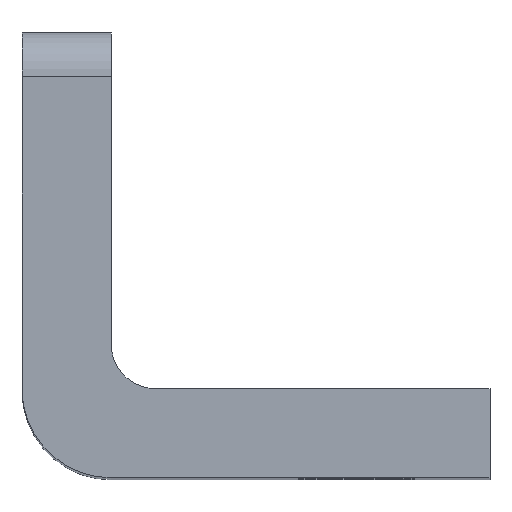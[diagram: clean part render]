
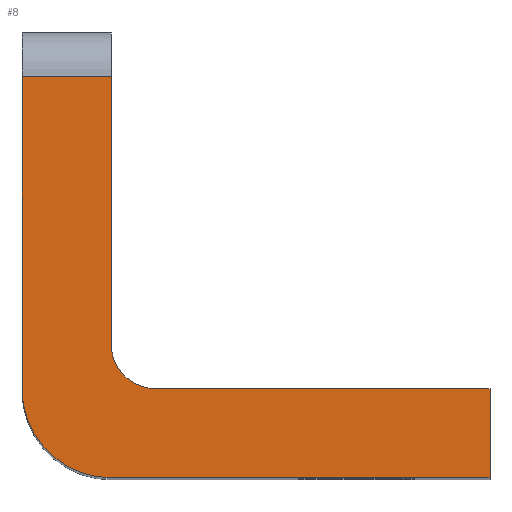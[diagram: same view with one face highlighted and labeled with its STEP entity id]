
A CAD part, top view. The second image highlights one B-rep face of the part: STEP entity #8.
In plain terms, the highlighted planar face has unit normal (0, 0, 1).
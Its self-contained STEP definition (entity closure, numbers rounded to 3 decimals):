
#8 = ADVANCED_FACE ( 'NONE', ( #215 ), #377, .F. ) ;
#23 = ORIENTED_EDGE ( 'NONE', *, *, #684, .T. ) ;
#32 = VECTOR ( 'NONE', #514, 1000. ) ;
#34 = VECTOR ( 'NONE', #557, 1000. ) ;
#56 = VECTOR ( 'NONE', #311, 1000. ) ;
#73 = ORIENTED_EDGE ( 'NONE', *, *, #644, .T. ) ;
#113 = ORIENTED_EDGE ( 'NONE', *, *, #591, .T. ) ;
#128 = ORIENTED_EDGE ( 'NONE', *, *, #620, .T. ) ;
#130 = CIRCLE ( 'NONE', #637, 20. ) ;
#139 = ORIENTED_EDGE ( 'NONE', *, *, #607, .T. ) ;
#140 = ORIENTED_EDGE ( 'NONE', *, *, #597, .T. ) ;
#173 = LINE ( 'NONE', #419, #209 ) ;
#175 = LINE ( 'NONE', #490, #34 ) ;
#177 = VECTOR ( 'NONE', #501, 1000. ) ;
#195 = CIRCLE ( 'NONE', #623, 10. ) ;
#209 = VECTOR ( 'NONE', #406, 1000. ) ;
#211 = LINE ( 'NONE', #408, #222 ) ;
#215 = FACE_OUTER_BOUND ( 'NONE', #227, .T. ) ;
#222 = VECTOR ( 'NONE', #425, 1000. ) ;
#227 = EDGE_LOOP ( 'NONE', ( #113, #274, #140, #139, #128, #23, #260, #73 ) ) ;
#251 = LINE ( 'NONE', #550, #56 ) ;
#260 = ORIENTED_EDGE ( 'NONE', *, *, #652, .T. ) ;
#274 = ORIENTED_EDGE ( 'NONE', *, *, #656, .T. ) ;
#276 = LINE ( 'NONE', #478, #177 ) ;
#290 = LINE ( 'NONE', #510, #32 ) ;
#310 = VERTEX_POINT ( 'NONE', #431 ) ;
#311 = DIRECTION ( 'NONE',  ( -1., 0., 0. ) ) ;
#316 = DIRECTION ( 'NONE',  ( -1., 0., 0. ) ) ;
#317 = VERTEX_POINT ( 'NONE', #434 ) ;
#318 = VERTEX_POINT ( 'NONE', #573 ) ;
#323 = DIRECTION ( 'NONE',  ( 0., 0., -1. ) ) ;
#341 = CARTESIAN_POINT ( 'NONE',  ( 105., 0., 270. ) ) ;
#357 = DIRECTION ( 'NONE',  ( 0., 0., -1. ) ) ;
#377 = PLANE ( 'NONE',  #608 ) ;
#394 = CARTESIAN_POINT ( 'NONE',  ( 0., 20., 270. ) ) ;
#397 = CARTESIAN_POINT ( 'NONE',  ( 20., 0., 270. ) ) ;
#404 = CARTESIAN_POINT ( 'NONE',  ( 0., 100., 270. ) ) ;
#406 = DIRECTION ( 'NONE',  ( 0., -1., 0. ) ) ;
#407 = CARTESIAN_POINT ( 'NONE',  ( 105., 20., 270. ) ) ;
#408 = CARTESIAN_POINT ( 'NONE',  ( 0., 0., 270. ) ) ;
#419 = CARTESIAN_POINT ( 'NONE',  ( 0., 0., 270. ) ) ;
#423 = VERTEX_POINT ( 'NONE', #407 ) ;
#425 = DIRECTION ( 'NONE',  ( 1., 0., 0. ) ) ;
#429 = VERTEX_POINT ( 'NONE', #341 ) ;
#431 = CARTESIAN_POINT ( 'NONE',  ( 30., 20., 270. ) ) ;
#434 = CARTESIAN_POINT ( 'NONE',  ( 20., 30., 270. ) ) ;
#462 = VERTEX_POINT ( 'NONE', #571 ) ;
#473 = CARTESIAN_POINT ( 'NONE',  ( 30., 30., 270. ) ) ;
#476 = DIRECTION ( 'NONE',  ( -1., 0., 0. ) ) ;
#478 = CARTESIAN_POINT ( 'NONE',  ( 105., 20., 270. ) ) ;
#490 = CARTESIAN_POINT ( 'NONE',  ( 105., 0., 270. ) ) ;
#501 = DIRECTION ( 'NONE',  ( -1., 0., 0. ) ) ;
#510 = CARTESIAN_POINT ( 'NONE',  ( 20., 20., 270. ) ) ;
#514 = DIRECTION ( 'NONE',  ( 0., 1., 0. ) ) ;
#523 = CARTESIAN_POINT ( 'NONE',  ( 20., 20., 270. ) ) ;
#525 = DIRECTION ( 'NONE',  ( 0., 0., 1. ) ) ;
#530 = DIRECTION ( 'NONE',  ( -1., 0., 0. ) ) ;
#550 = CARTESIAN_POINT ( 'NONE',  ( 0., 90., 270. ) ) ;
#552 = VERTEX_POINT ( 'NONE', #394 ) ;
#555 = VERTEX_POINT ( 'NONE', #397 ) ;
#557 = DIRECTION ( 'NONE',  ( 0., 1., 0. ) ) ;
#571 = CARTESIAN_POINT ( 'NONE',  ( 0., 90., 270. ) ) ;
#573 = CARTESIAN_POINT ( 'NONE',  ( 20., 90., 270. ) ) ;
#591 = EDGE_CURVE ( 'NONE', #462, #552, #173, .T. ) ;
#597 = EDGE_CURVE ( 'NONE', #555, #429, #211, .T. ) ;
#607 = EDGE_CURVE ( 'NONE', #429, #423, #175, .T. ) ;
#608 = AXIS2_PLACEMENT_3D ( 'NONE', #404, #323, #316 ) ;
#620 = EDGE_CURVE ( 'NONE', #423, #310, #276, .T. ) ;
#623 = AXIS2_PLACEMENT_3D ( 'NONE', #473, #357, #476 ) ;
#637 = AXIS2_PLACEMENT_3D ( 'NONE', #523, #525, #530 ) ;
#644 = EDGE_CURVE ( 'NONE', #318, #462, #251, .T. ) ;
#652 = EDGE_CURVE ( 'NONE', #317, #318, #290, .T. ) ;
#656 = EDGE_CURVE ( 'NONE', #552, #555, #130, .T. ) ;
#684 = EDGE_CURVE ( 'NONE', #310, #317, #195, .T. ) ;
